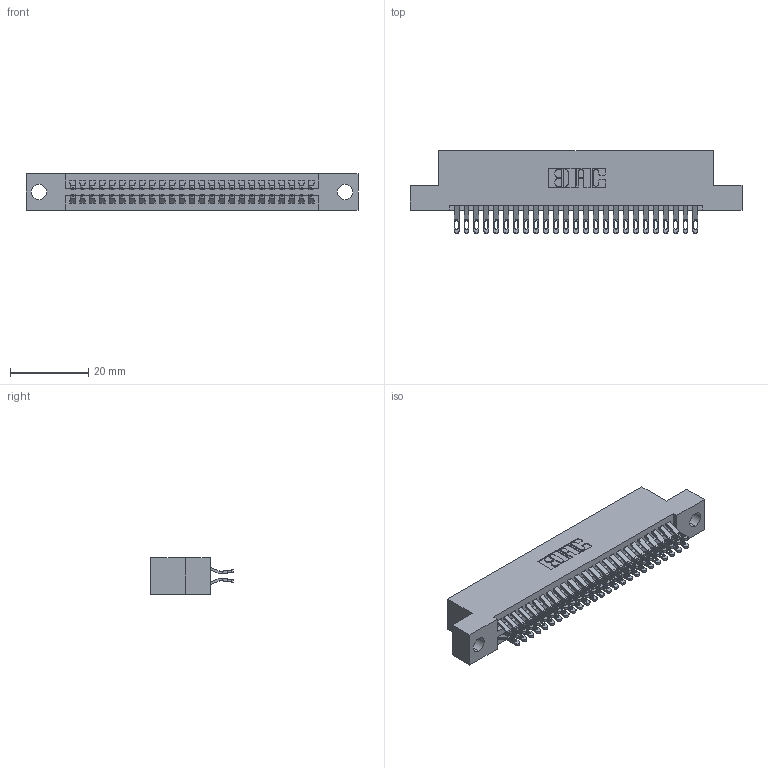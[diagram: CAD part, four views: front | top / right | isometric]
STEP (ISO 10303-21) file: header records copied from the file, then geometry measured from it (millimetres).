
FILE_DESCRIPTION (( 'STEP AP203' ), '1' );
FILE_NAME ('395-050-555-204.STEP', '2018-11-20T09:45:43', ( '' ), ( '' ), 'SwSTEP 2.0', 'SolidWorks 2016', '' );
FILE_SCHEMA (( 'CONFIG_CONTROL_DESIGN' ));
Length unit declared in the file: inch
Products named in the file (3): 345 Part_Flush Mounting Lugs - 0.156 Dia-TH; 395-050-555-204; 345-292-001_555 Tail
Assembly tree (51 placements, depth 2):
  395-050-555-204
    345 Part_Flush Mounting Lugs - 0.156 Dia-TH
    345-292-001_555 Tail  x50
Bounding box: 84.71 x 21.13 x 9.4 mm (x, y, z)
Volume: 8128.1 mm3; surface area: 12005 mm2
Topology: 51 solids, 51 shells, 2926 faces, 9191 edges, 6126 vertices
Faces by surface type: plane 1630, cylinder 1296
Entity records: 22233 total; most frequent: CARTESIAN_POINT 3778, ORIENTED_EDGE 3682, DIRECTION 3321, EDGE_CURVE 1841, LINE 1589, VECTOR 1589, VERTEX_POINT 1226, AXIS2_PLACEMENT_3D 866
